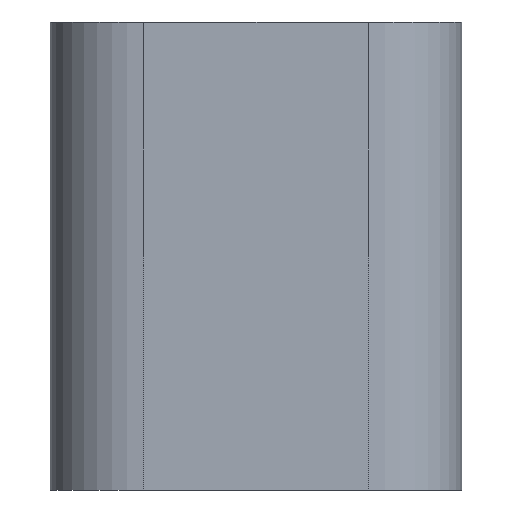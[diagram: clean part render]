
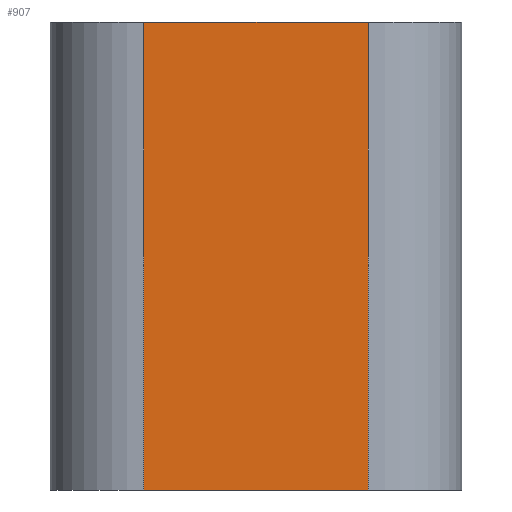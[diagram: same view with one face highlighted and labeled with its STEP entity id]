
A CAD part, left-side view. The second image highlights one B-rep face of the part: STEP entity #907.
In plain terms, the highlighted planar face has unit normal (-1, 0, 0).
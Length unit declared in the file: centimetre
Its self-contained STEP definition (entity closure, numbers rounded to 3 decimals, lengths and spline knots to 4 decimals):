
#193=VERTEX_POINT('',#1305);
#194=VERTEX_POINT('',#1307);
#206=VERTEX_POINT('',#1337);
#207=VERTEX_POINT('',#1339);
#273=VECTOR('',#1066,1.);
#282=VECTOR('',#1093,1.);
#307=VECTOR('',#1156,1.);
#310=VECTOR('',#1163,1.);
#363=LINE('',#1306,#273);
#372=LINE('',#1338,#282);
#397=LINE('',#1403,#307);
#400=LINE('',#1408,#310);
#465=EDGE_CURVE('',#194,#193,#363,.T.);
#481=EDGE_CURVE('',#207,#206,#372,.T.);
#515=EDGE_CURVE('',#194,#206,#397,.T.);
#518=EDGE_CURVE('',#207,#193,#400,.T.);
#756=ORIENTED_EDGE('',*,*,#515,.F.);
#757=ORIENTED_EDGE('',*,*,#465,.T.);
#758=ORIENTED_EDGE('',*,*,#518,.F.);
#759=ORIENTED_EDGE('',*,*,#481,.T.);
#811=EDGE_LOOP('',(#756,#757,#758,#759));
#863=FACE_BOUND('',#811,.T.);
#907=ADVANCED_FACE('',(#863),#1455,.T.);
#979=AXIS2_PLACEMENT_3D('',#1425,#1183,$);
#1066=DIRECTION('',(0.,1.,0.));
#1093=DIRECTION('',(0.,-1.,0.));
#1156=DIRECTION('',(0.,0.,-1.));
#1163=DIRECTION('',(0.,0.,1.));
#1183=DIRECTION('',(-1.,0.,0.));
#1305=CARTESIAN_POINT('',(-1.76,0.61,1.5));
#1306=CARTESIAN_POINT('',(-1.76,0.91,1.5));
#1307=CARTESIAN_POINT('',(-1.76,-0.11,1.5));
#1337=CARTESIAN_POINT('',(-1.76,-0.11,0.));
#1338=CARTESIAN_POINT('',(-1.76,0.91,0.));
#1339=CARTESIAN_POINT('',(-1.76,0.61,0.));
#1403=CARTESIAN_POINT('',(-1.76,-0.11,0.));
#1408=CARTESIAN_POINT('',(-1.76,0.61,0.));
#1425=CARTESIAN_POINT('',(-1.76,0.25,0.));
#1455=PLANE('',#979);
